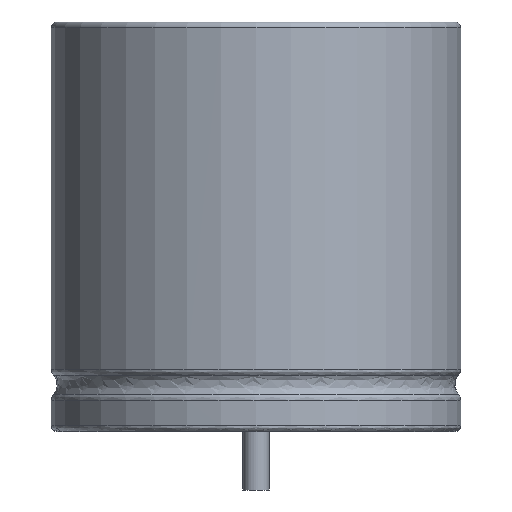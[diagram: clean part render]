
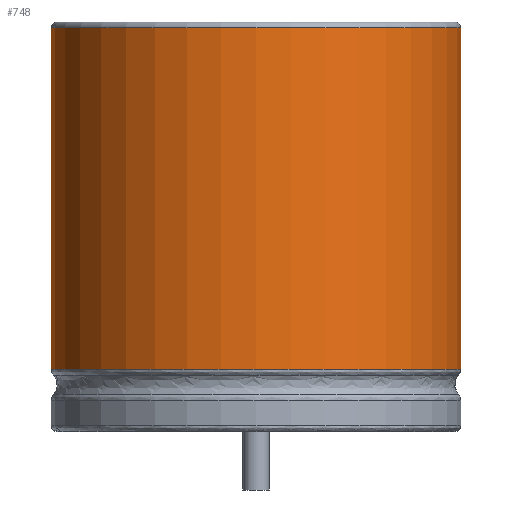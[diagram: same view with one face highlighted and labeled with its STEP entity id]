
A CAD part, left-side view. The second image highlights one B-rep face of the part: STEP entity #748.
In plain terms, the highlighted cylindrical face has radius 7 mm (diameter 14 mm), a partial arc.
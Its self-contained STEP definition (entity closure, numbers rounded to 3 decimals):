
#12=DIRECTION('',(0.,0.,1.));
#104=DIRECTION('',(0.,-0.,-1.));
#105=DIRECTION('',(0.924,-0.383,0.));
#230=VECTOR('',#12,1.);
#526=VERTEX_POINT('',#527);
#527=CARTESIAN_POINT('',(8.967,-2.679,2.135));
#535=ORIENTED_EDGE('',*,*,#536,.T.);
#536=EDGE_CURVE('',#526,#537,#539,.T.);
#537=VERTEX_POINT('',#538);
#538=CARTESIAN_POINT('',(8.967,2.679,2.135));
#539=B_SPLINE_CURVE_WITH_KNOTS('',12,(#540,#541,#542,#543,#544,#545,#546,#547,#548,#549,#550,#551,#552,#553,#554,#555,#556,#557,#558,#559,#560,#561,#562,#563,#564,#565,#566,#567,#568,#569,#570,#571,#572,#573,#574),.UNSPECIFIED.,.F.,.F.,(13,11,11,13),(-1.64,0.,38.485,40.124),.UNSPECIFIED.);
#540=CARTESIAN_POINT('',(9.595,-1.164,2.135));
#541=CARTESIAN_POINT('',(9.542,-1.291,2.135));
#542=CARTESIAN_POINT('',(9.489,-1.418,2.135));
#543=CARTESIAN_POINT('',(9.437,-1.545,2.135));
#544=CARTESIAN_POINT('',(9.384,-1.671,2.135));
#545=CARTESIAN_POINT('',(9.332,-1.798,2.135));
#546=CARTESIAN_POINT('',(9.28,-1.924,2.135));
#547=CARTESIAN_POINT('',(9.227,-2.05,2.135));
#548=CARTESIAN_POINT('',(9.175,-2.176,2.135));
#549=CARTESIAN_POINT('',(9.123,-2.302,2.135));
#550=CARTESIAN_POINT('',(9.071,-2.428,2.135));
#551=CARTESIAN_POINT('',(9.019,-2.553,2.135));
#552=CARTESIAN_POINT('',(7.748,-5.621,2.135));
#553=CARTESIAN_POINT('',(5.05,-8.003,2.135));
#554=CARTESIAN_POINT('',(1.155,-8.947,2.135));
#555=CARTESIAN_POINT('',(-3.022,-7.72,2.135));
#556=CARTESIAN_POINT('',(-6.132,-4.656,2.135));
#557=CARTESIAN_POINT('',(-7.69,0.,2.135));
#558=CARTESIAN_POINT('',(-6.132,4.656,2.135));
#559=CARTESIAN_POINT('',(-3.022,7.72,2.135));
#560=CARTESIAN_POINT('',(1.155,8.947,2.135));
#561=CARTESIAN_POINT('',(5.05,8.003,2.135));
#562=CARTESIAN_POINT('',(7.748,5.621,2.135));
#563=CARTESIAN_POINT('',(9.019,2.553,2.135));
#564=CARTESIAN_POINT('',(9.071,2.428,2.135));
#565=CARTESIAN_POINT('',(9.123,2.302,2.135));
#566=CARTESIAN_POINT('',(9.175,2.176,2.135));
#567=CARTESIAN_POINT('',(9.227,2.05,2.135));
#568=CARTESIAN_POINT('',(9.28,1.924,2.135));
#569=CARTESIAN_POINT('',(9.332,1.798,2.135));
#570=CARTESIAN_POINT('',(9.384,1.671,2.135));
#571=CARTESIAN_POINT('',(9.437,1.545,2.135));
#572=CARTESIAN_POINT('',(9.489,1.418,2.135));
#573=CARTESIAN_POINT('',(9.542,1.291,2.135));
#574=CARTESIAN_POINT('',(9.595,1.164,2.135));
#748=ADVANCED_FACE('',(#749),#768,.T.);
#749=FACE_BOUND('',#750,.F.);
#750=EDGE_LOOP('',(#751,#535,#757,#763));
#751=ORIENTED_EDGE('',*,*,#752,.F.);
#752=EDGE_CURVE('',#526,#753,#755,.T.);
#753=VERTEX_POINT('',#754);
#754=CARTESIAN_POINT('',(8.967,-2.679,13.8));
#755=LINE('',#756,#230);
#756=CARTESIAN_POINT('',(8.967,-2.679,2.));
#757=ORIENTED_EDGE('',*,*,#758,.T.);
#758=EDGE_CURVE('',#537,#759,#761,.T.);
#759=VERTEX_POINT('',#760);
#760=CARTESIAN_POINT('',(8.967,2.679,13.8));
#761=LINE('',#762,#230);
#762=CARTESIAN_POINT('',(8.967,2.679,2.));
#763=ORIENTED_EDGE('',*,*,#764,.F.);
#764=EDGE_CURVE('',#753,#759,#765,.T.);
#765=CIRCLE('',#766,7.);
#766=AXIS2_PLACEMENT_3D('',#767,#104,#105);
#767=CARTESIAN_POINT('',(2.5,0.,13.8));
#768=CYLINDRICAL_SURFACE('',#769,7.);
#769=AXIS2_PLACEMENT_3D('',#770,#12,#105);
#770=CARTESIAN_POINT('',(2.5,0.,2.));
